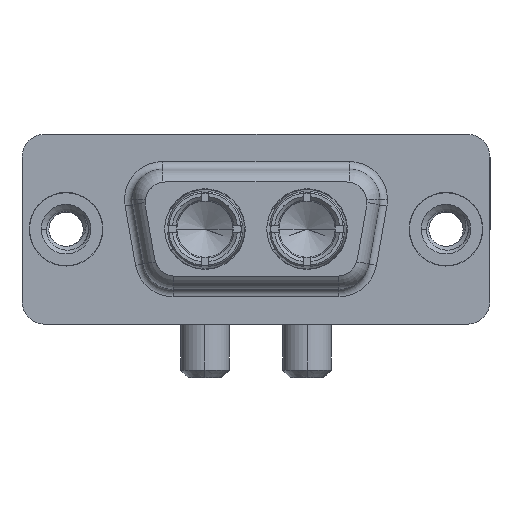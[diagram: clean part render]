
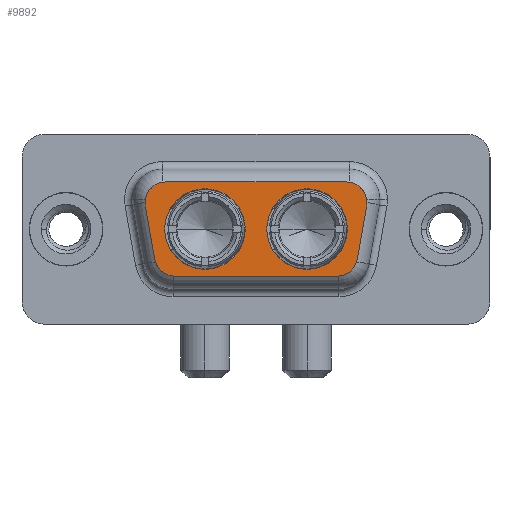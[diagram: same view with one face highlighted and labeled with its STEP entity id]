
A CAD part, top view. The second image highlights one B-rep face of the part: STEP entity #9892.
In plain terms, the highlighted planar face has unit normal (0, 0, 1).
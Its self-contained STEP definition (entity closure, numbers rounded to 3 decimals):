
#61 = CARTESIAN_POINT ( 'NONE',  ( 9.14, 0., 6.2 ) ) ;
#237 = EDGE_CURVE ( 'NONE', #9824, #4608, #8613, .T. ) ;
#251 = CARTESIAN_POINT ( 'NONE',  ( 6.55, 3.1, 6.2 ) ) ;
#315 = CARTESIAN_POINT ( 'NONE',  ( 17.833, -3.1, 6.2 ) ) ;
#337 = ORIENTED_EDGE ( 'NONE', *, *, #10230, .F. ) ;
#463 = ORIENTED_EDGE ( 'NONE', *, *, #1593, .T. ) ;
#1124 = CARTESIAN_POINT ( 'NONE',  ( 7.167, -1.75, 6.2 ) ) ;
#1132 = CARTESIAN_POINT ( 'NONE',  ( 7.167, -1.75, 6.2 ) ) ;
#1169 = VECTOR ( 'NONE', #2857, 1000. ) ;
#1193 = CARTESIAN_POINT ( 'NONE',  ( 9.14, 0., 6.2 ) ) ;
#1220 = ORIENTED_EDGE ( 'NONE', *, *, #5895, .T. ) ;
#1259 = DIRECTION ( 'NONE',  ( 0., 0., 1. ) ) ;
#1315 = LINE ( 'NONE', #315, #9509 ) ;
#1319 = VERTEX_POINT ( 'NONE', #10184 ) ;
#1381 = VECTOR ( 'NONE', #6739, 1000. ) ;
#1409 = CARTESIAN_POINT ( 'NONE',  ( 15.86, 0., 6.2 ) ) ;
#1437 = VERTEX_POINT ( 'NONE', #11985 ) ;
#1554 = CARTESIAN_POINT ( 'NONE',  ( 6.49, 0., 6.2 ) ) ;
#1559 = ORIENTED_EDGE ( 'NONE', *, *, #4922, .T. ) ;
#1582 = CARTESIAN_POINT ( 'NONE',  ( 5.838, -1.984, 6.2 ) ) ;
#1593 = EDGE_CURVE ( 'NONE', #8553, #9824, #6052, .T. ) ;
#1802 = CIRCLE ( 'NONE', #9113, 2.65 ) ;
#1878 = CARTESIAN_POINT ( 'NONE',  ( 18.45, 1.75, 6.2 ) ) ;
#1973 = DIRECTION ( 'NONE',  ( 0., 0., 1. ) ) ;
#1986 = EDGE_CURVE ( 'NONE', #1319, #2797, #6742, .T. ) ;
#2017 = FACE_BOUND ( 'NONE', #9888, .T. ) ;
#2131 = DIRECTION ( 'NONE',  ( -1., 0., 0. ) ) ;
#2319 = AXIS2_PLACEMENT_3D ( 'NONE', #2997, #11537, #6648 ) ;
#2327 = VERTEX_POINT ( 'NONE', #7289 ) ;
#2347 = VERTEX_POINT ( 'NONE', #6605 ) ;
#2445 = EDGE_CURVE ( 'NONE', #2347, #11166, #12010, .T. ) ;
#2580 = CARTESIAN_POINT ( 'NONE',  ( 5.221, 1.516, 6.2 ) ) ;
#2587 = ORIENTED_EDGE ( 'NONE', *, *, #4738, .F. ) ;
#2797 = VERTEX_POINT ( 'NONE', #4677 ) ;
#2826 = CARTESIAN_POINT ( 'NONE',  ( 6.55, 1.75, 6.2 ) ) ;
#2857 = DIRECTION ( 'NONE',  ( 0.174, 0.985, 0. ) ) ;
#2900 = ORIENTED_EDGE ( 'NONE', *, *, #2445, .F. ) ;
#2993 = DIRECTION ( 'NONE',  ( -1., 0., 0. ) ) ;
#2997 = CARTESIAN_POINT ( 'NONE',  ( 6.55, 1.75, 6.2 ) ) ;
#3185 = ORIENTED_EDGE ( 'NONE', *, *, #237, .T. ) ;
#3544 = AXIS2_PLACEMENT_3D ( 'NONE', #1878, #5638, #2131 ) ;
#3735 = ORIENTED_EDGE ( 'NONE', *, *, #6889, .F. ) ;
#3839 = CARTESIAN_POINT ( 'NONE',  ( 5.838, -1.984, 6.2 ) ) ;
#3956 = CARTESIAN_POINT ( 'NONE',  ( 13.21, 0., 6.2 ) ) ;
#4260 = DIRECTION ( 'NONE',  ( 1., 0., 0. ) ) ;
#4364 = CARTESIAN_POINT ( 'NONE',  ( 18.51, 0., 6.2 ) ) ;
#4608 = VERTEX_POINT ( 'NONE', #1582 ) ;
#4654 = CIRCLE ( 'NONE', #3544, 1.35 ) ;
#4677 = CARTESIAN_POINT ( 'NONE',  ( 6.55, 3.1, 6.2 ) ) ;
#4738 = EDGE_CURVE ( 'NONE', #11166, #2347, #6687, .T. ) ;
#4909 = DIRECTION ( 'NONE',  ( 0., 0., -1. ) ) ;
#4922 = EDGE_CURVE ( 'NONE', #1437, #5635, #9865, .T. ) ;
#4956 = AXIS2_PLACEMENT_3D ( 'NONE', #2826, #12045, #5545 ) ;
#4971 = DIRECTION ( 'NONE',  ( 1., 0., 0. ) ) ;
#5179 = DIRECTION ( 'NONE',  ( 0., 0., 1. ) ) ;
#5188 = DIRECTION ( 'NONE',  ( 0., 0., 1. ) ) ;
#5214 = EDGE_CURVE ( 'NONE', #9592, #1319, #4654, .T. ) ;
#5261 = EDGE_CURVE ( 'NONE', #5635, #9592, #10449, .T. ) ;
#5360 = EDGE_LOOP ( 'NONE', ( #2900, #2587 ) ) ;
#5545 = DIRECTION ( 'NONE',  ( 1., 0., 0. ) ) ;
#5635 = VERTEX_POINT ( 'NONE', #6510 ) ;
#5638 = DIRECTION ( 'NONE',  ( 0., 0., 1. ) ) ;
#5802 = DIRECTION ( 'NONE',  ( 1., 0., 0. ) ) ;
#5895 = EDGE_CURVE ( 'NONE', #4608, #2327, #7890, .T. ) ;
#6052 = CIRCLE ( 'NONE', #2319, 1.35 ) ;
#6089 = AXIS2_PLACEMENT_3D ( 'NONE', #61, #1973, #5802 ) ;
#6392 = AXIS2_PLACEMENT_3D ( 'NONE', #1409, #5179, #4260 ) ;
#6510 = CARTESIAN_POINT ( 'NONE',  ( 19.162, -1.984, 6.2 ) ) ;
#6580 = ORIENTED_EDGE ( 'NONE', *, *, #5261, .T. ) ;
#6605 = CARTESIAN_POINT ( 'NONE',  ( 11.79, 0., 6.2 ) ) ;
#6639 = DIRECTION ( 'NONE',  ( 0., 0., 1. ) ) ;
#6642 = FACE_OUTER_BOUND ( 'NONE', #10514, .T. ) ;
#6648 = DIRECTION ( 'NONE',  ( 1., 0., 0. ) ) ;
#6687 = CIRCLE ( 'NONE', #8683, 2.65 ) ;
#6739 = DIRECTION ( 'NONE',  ( 0.174, -0.985, 0. ) ) ;
#6742 = LINE ( 'NONE', #251, #9405 ) ;
#6889 = EDGE_CURVE ( 'NONE', #11374, #10618, #1802, .T. ) ;
#6922 = CIRCLE ( 'NONE', #4956, 1.35 ) ;
#6963 = EDGE_CURVE ( 'NONE', #2797, #8553, #6922, .T. ) ;
#6997 = CIRCLE ( 'NONE', #6392, 2.65 ) ;
#7289 = CARTESIAN_POINT ( 'NONE',  ( 7.167, -3.1, 6.2 ) ) ;
#7692 = EDGE_CURVE ( 'NONE', #2327, #1437, #1315, .T. ) ;
#7742 = DIRECTION ( 'NONE',  ( -1., 0., 0. ) ) ;
#7890 = CIRCLE ( 'NONE', #11242, 1.35 ) ;
#7964 = ORIENTED_EDGE ( 'NONE', *, *, #7692, .T. ) ;
#8248 = CARTESIAN_POINT ( 'NONE',  ( 17.833, -1.75, 6.2 ) ) ;
#8553 = VERTEX_POINT ( 'NONE', #8802 ) ;
#8556 = CARTESIAN_POINT ( 'NONE',  ( 19.779, 1.516, 6.2 ) ) ;
#8613 = LINE ( 'NONE', #3839, #1381 ) ;
#8683 = AXIS2_PLACEMENT_3D ( 'NONE', #1193, #6639, #4971 ) ;
#8802 = CARTESIAN_POINT ( 'NONE',  ( 5.2, 1.75, 6.2 ) ) ;
#8850 = ORIENTED_EDGE ( 'NONE', *, *, #1986, .T. ) ;
#8868 = DIRECTION ( 'NONE',  ( 1., 0., 0. ) ) ;
#8975 = DIRECTION ( 'NONE',  ( 1., 0., 0. ) ) ;
#9113 = AXIS2_PLACEMENT_3D ( 'NONE', #9890, #5188, #8975 ) ;
#9125 = DIRECTION ( 'NONE',  ( -1., 0., 0. ) ) ;
#9405 = VECTOR ( 'NONE', #10627, 1000. ) ;
#9509 = VECTOR ( 'NONE', #8868, 1000. ) ;
#9592 = VERTEX_POINT ( 'NONE', #11916 ) ;
#9614 = PLANE ( 'NONE',  #9757 ) ;
#9757 = AXIS2_PLACEMENT_3D ( 'NONE', #1132, #4909, #2993 ) ;
#9824 = VERTEX_POINT ( 'NONE', #2580 ) ;
#9865 = CIRCLE ( 'NONE', #10247, 1.35 ) ;
#9888 = EDGE_LOOP ( 'NONE', ( #337, #3735 ) ) ;
#9890 = CARTESIAN_POINT ( 'NONE',  ( 15.86, 0., 6.2 ) ) ;
#9892 = ADVANCED_FACE ( 'NONE', ( #2017, #10465, #6642 ), #9614, .F. ) ;
#10184 = CARTESIAN_POINT ( 'NONE',  ( 18.45, 3.1, 6.2 ) ) ;
#10230 = EDGE_CURVE ( 'NONE', #10618, #11374, #6997, .T. ) ;
#10247 = AXIS2_PLACEMENT_3D ( 'NONE', #8248, #12018, #9125 ) ;
#10449 = LINE ( 'NONE', #8556, #1169 ) ;
#10465 = FACE_BOUND ( 'NONE', #5360, .T. ) ;
#10514 = EDGE_LOOP ( 'NONE', ( #1220, #7964, #1559, #6580, #12043, #8850, #10976, #463, #3185 ) ) ;
#10618 = VERTEX_POINT ( 'NONE', #4364 ) ;
#10627 = DIRECTION ( 'NONE',  ( -1., 0., 0. ) ) ;
#10976 = ORIENTED_EDGE ( 'NONE', *, *, #6963, .T. ) ;
#11166 = VERTEX_POINT ( 'NONE', #1554 ) ;
#11242 = AXIS2_PLACEMENT_3D ( 'NONE', #1124, #1259, #7742 ) ;
#11374 = VERTEX_POINT ( 'NONE', #3956 ) ;
#11537 = DIRECTION ( 'NONE',  ( 0., 0., 1. ) ) ;
#11916 = CARTESIAN_POINT ( 'NONE',  ( 19.779, 1.516, 6.2 ) ) ;
#11985 = CARTESIAN_POINT ( 'NONE',  ( 17.833, -3.1, 6.2 ) ) ;
#12010 = CIRCLE ( 'NONE', #6089, 2.65 ) ;
#12018 = DIRECTION ( 'NONE',  ( 0., 0., 1. ) ) ;
#12043 = ORIENTED_EDGE ( 'NONE', *, *, #5214, .T. ) ;
#12045 = DIRECTION ( 'NONE',  ( 0., 0., 1. ) ) ;
